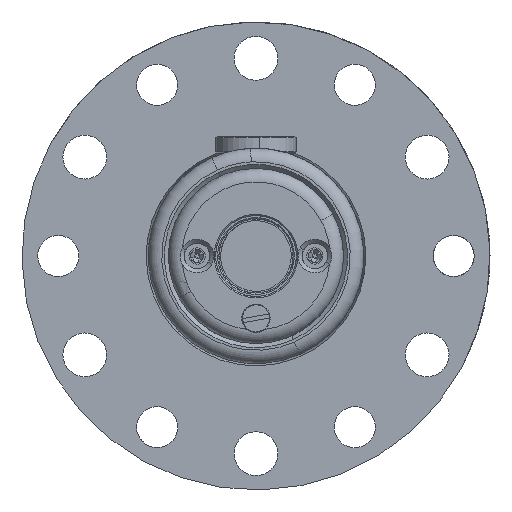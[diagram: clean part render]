
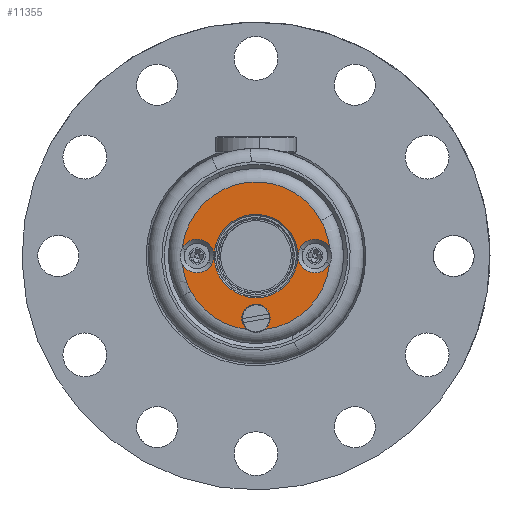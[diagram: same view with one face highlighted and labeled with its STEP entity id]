
A CAD part, front view. The second image highlights one B-rep face of the part: STEP entity #11355.
In plain terms, the highlighted planar face has unit normal (0, -1, 0).
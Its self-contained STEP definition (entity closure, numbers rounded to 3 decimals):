
#11229=AXIS2_PLACEMENT_3D('Plane Axis2P3D',#11226,#11227,#11228) ;
#11233=AXIS2_PLACEMENT_3D('Circle Axis2P3D',#11231,#11232,$) ;
#11242=AXIS2_PLACEMENT_3D('Circle Axis2P3D',#11240,#11241,$) ;
#11249=AXIS2_PLACEMENT_3D('Circle Axis2P3D',#11247,#11248,$) ;
#11256=AXIS2_PLACEMENT_3D('Circle Axis2P3D',#11254,#11255,$) ;
#11263=AXIS2_PLACEMENT_3D('Circle Axis2P3D',#11261,#11262,$) ;
#11270=AXIS2_PLACEMENT_3D('Circle Axis2P3D',#11268,#11269,$) ;
#11277=AXIS2_PLACEMENT_3D('Circle Axis2P3D',#11275,#11276,$) ;
#11284=AXIS2_PLACEMENT_3D('Circle Axis2P3D',#11282,#11283,$) ;
#11291=AXIS2_PLACEMENT_3D('Circle Axis2P3D',#11289,#11290,$) ;
#11298=AXIS2_PLACEMENT_3D('Circle Axis2P3D',#11296,#11297,$) ;
#11305=AXIS2_PLACEMENT_3D('Circle Axis2P3D',#11303,#11304,$) ;
#11312=AXIS2_PLACEMENT_3D('Circle Axis2P3D',#11310,#11311,$) ;
#11331=AXIS2_PLACEMENT_3D('Circle Axis2P3D',#11329,#11330,$) ;
#11340=AXIS2_PLACEMENT_3D('Circle Axis2P3D',#11338,#11339,$) ;
#11347=AXIS2_PLACEMENT_3D('Circle Axis2P3D',#11345,#11346,$) ;
#11226=CARTESIAN_POINT('Axis2P3D Location',(-11.,-234.5,0.)) ;
#11231=CARTESIAN_POINT('Axis2P3D Location',(0.,-234.5,0.)) ;
#11235=CARTESIAN_POINT('Vertex',(1.264,-234.5,-10.927)) ;
#11237=CARTESIAN_POINT('Vertex',(10.932,-234.5,-1.22)) ;
#11240=CARTESIAN_POINT('Axis2P3D Location',(8.75,-234.5,0.)) ;
#11244=CARTESIAN_POINT('Vertex',(6.556,-234.5,1.199)) ;
#11247=CARTESIAN_POINT('Axis2P3D Location',(8.75,-234.5,0.)) ;
#11251=CARTESIAN_POINT('Vertex',(10.932,-234.5,1.22)) ;
#11254=CARTESIAN_POINT('Axis2P3D Location',(0.,-234.5,0.)) ;
#11258=CARTESIAN_POINT('Vertex',(9.653,-234.5,5.274)) ;
#11261=CARTESIAN_POINT('Axis2P3D Location',(0.,-234.5,0.)) ;
#11265=CARTESIAN_POINT('Vertex',(-10.932,-234.5,1.22)) ;
#11268=CARTESIAN_POINT('Axis2P3D Location',(-8.75,-234.5,0.)) ;
#11272=CARTESIAN_POINT('Vertex',(-6.556,-234.5,-1.199)) ;
#11275=CARTESIAN_POINT('Axis2P3D Location',(-8.75,-234.5,0.)) ;
#11279=CARTESIAN_POINT('Vertex',(-10.932,-234.5,-1.22)) ;
#11282=CARTESIAN_POINT('Axis2P3D Location',(0.,-234.5,0.)) ;
#11286=CARTESIAN_POINT('Vertex',(-9.653,-234.5,-5.274)) ;
#11289=CARTESIAN_POINT('Axis2P3D Location',(0.,-234.5,0.)) ;
#11293=CARTESIAN_POINT('Vertex',(-1.264,-234.5,-10.927)) ;
#11296=CARTESIAN_POINT('Axis2P3D Location',(0.,-234.5,-9.25)) ;
#11300=CARTESIAN_POINT('Vertex',(-1.843,-234.5,-8.243)) ;
#11303=CARTESIAN_POINT('Axis2P3D Location',(0.,-234.5,-9.25)) ;
#11307=CARTESIAN_POINT('Vertex',(1.843,-234.5,-10.257)) ;
#11310=CARTESIAN_POINT('Axis2P3D Location',(0.,-234.5,-9.25)) ;
#11329=CARTESIAN_POINT('Axis2P3D Location',(0.,-234.5,0.)) ;
#11333=CARTESIAN_POINT('Vertex',(-5.741,-234.5,-2.341)) ;
#11335=CARTESIAN_POINT('Vertex',(-5.441,-234.5,-2.972)) ;
#11338=CARTESIAN_POINT('Axis2P3D Location',(0.,-234.5,0.)) ;
#11342=CARTESIAN_POINT('Vertex',(5.441,-234.5,2.972)) ;
#11345=CARTESIAN_POINT('Axis2P3D Location',(0.,-234.5,0.)) ;
#11227=DIRECTION('Axis2P3D Direction',(0.,-1.,0.)) ;
#11228=DIRECTION('Axis2P3D XDirection',(-1.,0.,0.)) ;
#11232=DIRECTION('Axis2P3D Direction',(0.,-1.,0.)) ;
#11241=DIRECTION('Axis2P3D Direction',(0.,-1.,0.)) ;
#11248=DIRECTION('Axis2P3D Direction',(0.,-1.,0.)) ;
#11255=DIRECTION('Axis2P3D Direction',(0.,-1.,0.)) ;
#11262=DIRECTION('Axis2P3D Direction',(0.,-1.,0.)) ;
#11269=DIRECTION('Axis2P3D Direction',(0.,-1.,0.)) ;
#11276=DIRECTION('Axis2P3D Direction',(0.,-1.,0.)) ;
#11283=DIRECTION('Axis2P3D Direction',(0.,-1.,0.)) ;
#11290=DIRECTION('Axis2P3D Direction',(0.,-1.,0.)) ;
#11297=DIRECTION('Axis2P3D Direction',(0.,-1.,0.)) ;
#11304=DIRECTION('Axis2P3D Direction',(0.,-1.,0.)) ;
#11311=DIRECTION('Axis2P3D Direction',(0.,-1.,0.)) ;
#11330=DIRECTION('Axis2P3D Direction',(0.,-1.,0.)) ;
#11339=DIRECTION('Axis2P3D Direction',(0.,-1.,0.)) ;
#11346=DIRECTION('Axis2P3D Direction',(0.,-1.,0.)) ;
#11316=ORIENTED_EDGE('',*,*,#11239,.T.) ;
#11317=ORIENTED_EDGE('',*,*,#11246,.F.) ;
#11318=ORIENTED_EDGE('',*,*,#11253,.F.) ;
#11319=ORIENTED_EDGE('',*,*,#11260,.T.) ;
#11320=ORIENTED_EDGE('',*,*,#11267,.T.) ;
#11321=ORIENTED_EDGE('',*,*,#11274,.F.) ;
#11322=ORIENTED_EDGE('',*,*,#11281,.F.) ;
#11323=ORIENTED_EDGE('',*,*,#11288,.T.) ;
#11324=ORIENTED_EDGE('',*,*,#11295,.T.) ;
#11325=ORIENTED_EDGE('',*,*,#11302,.F.) ;
#11326=ORIENTED_EDGE('',*,*,#11309,.F.) ;
#11327=ORIENTED_EDGE('',*,*,#11314,.F.) ;
#11351=ORIENTED_EDGE('',*,*,#11337,.F.) ;
#11352=ORIENTED_EDGE('',*,*,#11344,.F.) ;
#11353=ORIENTED_EDGE('',*,*,#11349,.F.) ;
#11354=FACE_BOUND('',#11350,.T.) ;
#11355=ADVANCED_FACE('Brep With Voids.1',(#11328,#11354),#11230,.T.) ;
#11234=CIRCLE('generated circle',#11233,11.) ;
#11243=CIRCLE('generated circle',#11242,2.5) ;
#11250=CIRCLE('generated circle',#11249,2.5) ;
#11257=CIRCLE('generated circle',#11256,11.) ;
#11264=CIRCLE('generated circle',#11263,11.) ;
#11271=CIRCLE('generated circle',#11270,2.5) ;
#11278=CIRCLE('generated circle',#11277,2.5) ;
#11285=CIRCLE('generated circle',#11284,11.) ;
#11292=CIRCLE('generated circle',#11291,11.) ;
#11299=CIRCLE('generated circle',#11298,2.1) ;
#11306=CIRCLE('generated circle',#11305,2.1) ;
#11313=CIRCLE('generated circle',#11312,2.1) ;
#11332=CIRCLE('generated circle',#11331,6.2) ;
#11341=CIRCLE('generated circle',#11340,6.2) ;
#11348=CIRCLE('generated circle',#11347,6.2) ;
#11239=EDGE_CURVE('',#11236,#11238,#11234,.T.) ;
#11246=EDGE_CURVE('',#11245,#11238,#11243,.T.) ;
#11253=EDGE_CURVE('',#11252,#11245,#11250,.T.) ;
#11260=EDGE_CURVE('',#11252,#11259,#11257,.T.) ;
#11267=EDGE_CURVE('',#11259,#11266,#11264,.T.) ;
#11274=EDGE_CURVE('',#11273,#11266,#11271,.T.) ;
#11281=EDGE_CURVE('',#11280,#11273,#11278,.T.) ;
#11288=EDGE_CURVE('',#11280,#11287,#11285,.T.) ;
#11295=EDGE_CURVE('',#11287,#11294,#11292,.T.) ;
#11302=EDGE_CURVE('',#11301,#11294,#11299,.T.) ;
#11309=EDGE_CURVE('',#11308,#11301,#11306,.T.) ;
#11314=EDGE_CURVE('',#11236,#11308,#11313,.T.) ;
#11337=EDGE_CURVE('',#11334,#11336,#11332,.T.) ;
#11344=EDGE_CURVE('',#11343,#11334,#11341,.T.) ;
#11349=EDGE_CURVE('',#11336,#11343,#11348,.T.) ;
#11315=EDGE_LOOP('',(#11316,#11317,#11318,#11319,#11320,#11321,#11322,#11323,#11324,#11325,#11326,#11327)) ;
#11350=EDGE_LOOP('',(#11351,#11352,#11353)) ;
#11328=FACE_OUTER_BOUND('',#11315,.T.) ;
#11230=PLANE('',#11229) ;
#11236=VERTEX_POINT('',#11235) ;
#11238=VERTEX_POINT('',#11237) ;
#11245=VERTEX_POINT('',#11244) ;
#11252=VERTEX_POINT('',#11251) ;
#11259=VERTEX_POINT('',#11258) ;
#11266=VERTEX_POINT('',#11265) ;
#11273=VERTEX_POINT('',#11272) ;
#11280=VERTEX_POINT('',#11279) ;
#11287=VERTEX_POINT('',#11286) ;
#11294=VERTEX_POINT('',#11293) ;
#11301=VERTEX_POINT('',#11300) ;
#11308=VERTEX_POINT('',#11307) ;
#11334=VERTEX_POINT('',#11333) ;
#11336=VERTEX_POINT('',#11335) ;
#11343=VERTEX_POINT('',#11342) ;
